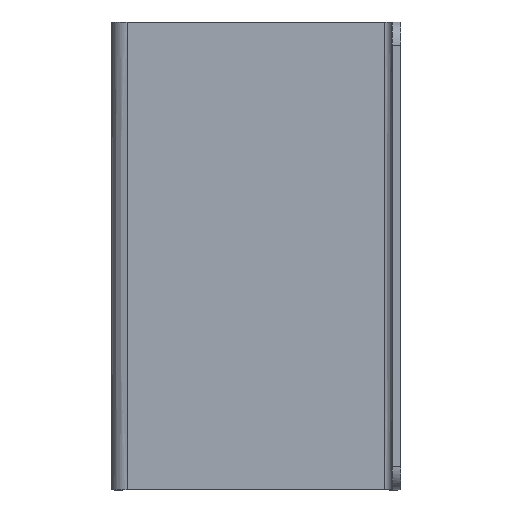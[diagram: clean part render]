
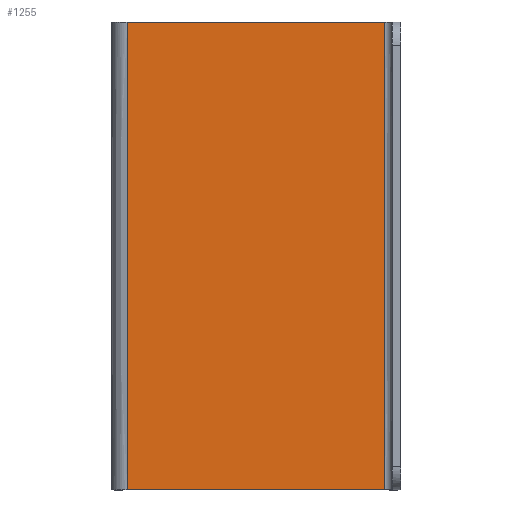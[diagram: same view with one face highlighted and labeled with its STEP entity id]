
A CAD part, left-side view. The second image highlights one B-rep face of the part: STEP entity #1255.
In plain terms, the highlighted planar face has unit normal (-1, 0, 0).
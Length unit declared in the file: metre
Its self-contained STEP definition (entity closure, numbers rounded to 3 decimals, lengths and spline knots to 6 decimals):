
#84 = CARTESIAN_POINT('NONE', (-0.1397, 0.074168, -0));
#85 = VERTEX_POINT('NONE', #84);
#86 = CARTESIAN_POINT('NONE', (-0.1397, 0.074168, -0.127));
#87 = VERTEX_POINT('NONE', #86);
#120 = CARTESIAN_POINT('NONE', (-0.1397, 0.004318, -0.127));
#121 = VERTEX_POINT('NONE', #120);
#122 = CARTESIAN_POINT('NONE', (-0.1397, 0.004318, -0));
#123 = VERTEX_POINT('NONE', #122);
#420 = DIRECTION('NONE', (0, 0, -1));
#421 = VECTOR('NONE', #420, 1);
#422 = CARTESIAN_POINT('NONE', (-0.1397, 0.074168, -0));
#423 = LINE('NONE', #422, #421);
#516 = DIRECTION('NONE', (0, 0, 1));
#517 = VECTOR('NONE', #516, 1);
#518 = CARTESIAN_POINT('NONE', (-0.1397, 0.004318, -0.127));
#519 = LINE('NONE', #518, #517);
#532 = DIRECTION('NONE', (0, 1, 0));
#533 = VECTOR('NONE', #532, 1);
#534 = CARTESIAN_POINT('NONE', (-0.1397, 0.004318, -0));
#535 = LINE('NONE', #534, #533);
#536 = DIRECTION('NONE', (0, -1, 0));
#537 = VECTOR('NONE', #536, 1);
#538 = CARTESIAN_POINT('NONE', (-0.1397, 0.074168, -0.127));
#539 = LINE('NONE', #538, #537);
#684 = EDGE_CURVE('NONE', #85, #87, #423, .T.);
#708 = EDGE_CURVE('NONE', #121, #123, #519, .T.);
#712 = EDGE_CURVE('NONE', #123, #85, #535, .T.);
#713 = EDGE_CURVE('NONE', #87, #121, #539, .T.);
#928 = CARTESIAN_POINT('NONE', (-0.1397, 0.040386, -0.0635));
#929 = DIRECTION('NONE', (-1, 0, -0));
#930 = AXIS2_PLACEMENT_3D('NONE', #928, #929, $);
#931 = PLANE('NONE', #930);
#1249 = ORIENTED_EDGE('NONE', *, *, #712, .T.);
#1250 = ORIENTED_EDGE('NONE', *, *, #684, .T.);
#1251 = ORIENTED_EDGE('NONE', *, *, #713, .T.);
#1252 = ORIENTED_EDGE('NONE', *, *, #708, .T.);
#1253 = EDGE_LOOP('NONE', (#1249, #1250, #1251, #1252));
#1254 = FACE_BOUND('NONE', #1253, .T.);
#1255 = ADVANCED_FACE('NONE', (#1254), #931, .T.);
